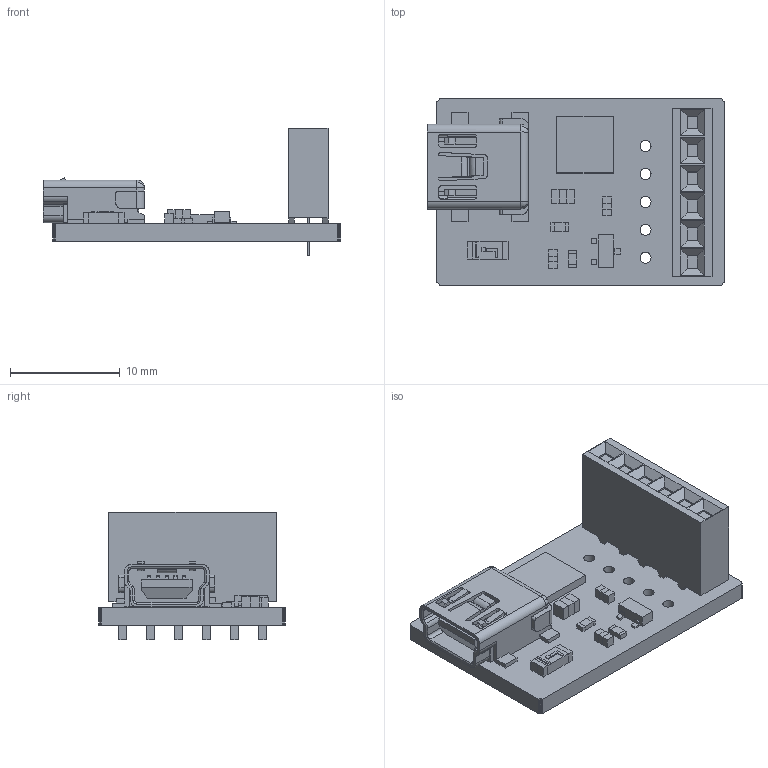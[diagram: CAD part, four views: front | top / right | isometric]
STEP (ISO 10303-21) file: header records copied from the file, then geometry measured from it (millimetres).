
FILE_DESCRIPTION(('Open CASCADE Model'),'2;1');
FILE_NAME('Open CASCADE Shape Model','2013-10-02T12:39:15',('Author'),( 'Open CASCADE'),'Open CASCADE STEP processor 6.2','Open CASCADE 6.2' ,'Unknown');
FILE_SCHEMA(('AUTOMOTIVE_DESIGN { 1 0 10303 214 1 1 1 1 }'));
Length unit declared in the file: millimetre
Products named in the file (48): PCB; Board; U1; 888127008; Extruded; R2; 942775152; 942774128; R1; 942779248; 942769648; Q1; 942768496; 942768624; 942768880; LD1; 888127648; 888128288; 888128416; 888128544; 942777712; J3; SixPinFemale; C3; 888128800; 888128928; C2; C1; 888129056; 942773488; J1; MiniUSB_B
Assembly tree (59 placements, depth 4):
  PCB
    Board
    U1
      888127008
        Extruded
    R2
      942775152
        Extruded
      942774128  x2
        Extruded
    R1
      942779248
        Extruded
      942769648  x2
        Extruded
    Q1
      942768496  x3
        Extruded
      942768624  x3
        Extruded
      942768880
        Extruded
    LD1
      888127648  x2
        Extruded
      888128288
        Extruded
      888128416
        Extruded
      888128544
        Extruded
      942777712
        Extruded
    J3
      SixPinFemale
    C3
      888128800  x2
        Extruded
      888128928
        Extruded
    C2
      888128800  x2
        Extruded
      888128928
        Extruded
    C1
      888129056
        Extruded
      942773488  x2
        Extruded
    J1
      MiniUSB_B
Bounding box: 27.04 x 17 x 11.56 mm (x, y, z)
Volume: 1352 mm3; surface area: 2201.7 mm2
Topology: 32 solids, 32 shells, 621 faces, 1531 edges, 994 vertices
Faces by surface type: plane 511, cylinder 88, bspline 10, cone 8, sphere 4
Full cylindrical faces by diameter (mm): 0.5 x4, 0.9 x2, 1 x11
Entity records: 43124 total; most frequent: CARTESIAN_POINT 12390, DIRECTION 4677, LINE 3327, VECTOR 3327, ORIENTED_EDGE 2754, PCURVE 2754, DEFINITIONAL_REPRESENTATION 2754, EDGE_CURVE 1377
